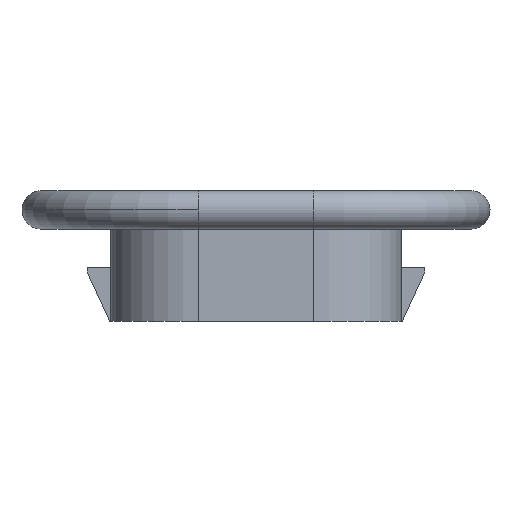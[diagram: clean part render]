
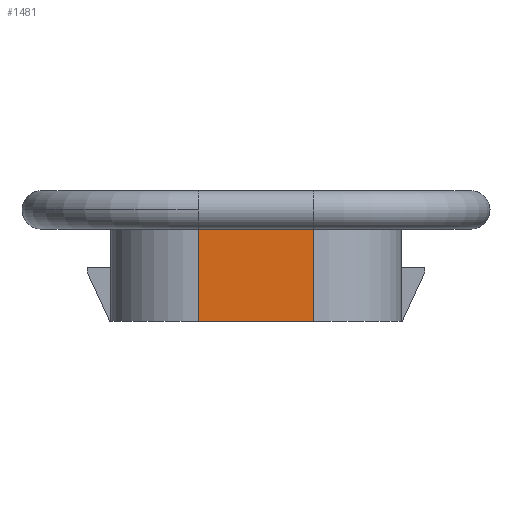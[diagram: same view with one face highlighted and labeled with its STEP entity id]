
A CAD part, left-side view. The second image highlights one B-rep face of the part: STEP entity #1481.
In plain terms, the highlighted planar face has unit normal (-1, 0, 0).
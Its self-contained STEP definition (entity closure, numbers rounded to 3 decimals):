
#17=DIRECTION('',(0.,-1.,0.));
#18=VECTOR('',#17,7.5);
#19=CARTESIAN_POINT('',(77.482,222.147,-8.5));
#20=LINE('',#19,#18);
#25=DIRECTION('',(0.,-1.,0.));
#26=VECTOR('',#25,7.5);
#27=CARTESIAN_POINT('',(77.482,222.147,-2.5));
#28=LINE('',#27,#26);
#360=DIRECTION('',(0.,0.,1.));
#361=VECTOR('',#360,6.);
#362=CARTESIAN_POINT('',(77.482,214.647,-8.5));
#363=LINE('',#362,#361);
#818=DIRECTION('',(0.,0.,1.));
#819=VECTOR('',#818,6.);
#820=CARTESIAN_POINT('',(77.482,222.147,-8.5));
#821=LINE('',#820,#819);
#1094=CARTESIAN_POINT('',(77.482,222.147,-2.5));
#1096=VERTEX_POINT('',#1094);
#1167=CARTESIAN_POINT('',(77.482,222.147,-8.5));
#1168=VERTEX_POINT('',#1167);
#1246=CARTESIAN_POINT('',(77.482,214.647,-2.5));
#1248=VERTEX_POINT('',#1246);
#1327=CARTESIAN_POINT('',(77.482,214.647,-8.5));
#1328=VERTEX_POINT('',#1327);
#1467=CARTESIAN_POINT('',(77.482,222.147,-8.5));
#1468=DIRECTION('',(1.,0.,0.));
#1469=DIRECTION('',(0.,0.,-1.));
#1470=AXIS2_PLACEMENT_3D('',#1467,#1468,#1469);
#1471=PLANE('',#1470);
#1473=ORIENTED_EDGE('',*,*,#1472,.T.);
#1475=ORIENTED_EDGE('',*,*,#1474,.F.);
#1476=ORIENTED_EDGE('',*,*,#1457,.F.);
#1478=ORIENTED_EDGE('',*,*,#1477,.T.);
#1479=EDGE_LOOP('',(#1473,#1475,#1476,#1478));
#1480=FACE_OUTER_BOUND('',#1479,.F.);
#1481=ADVANCED_FACE('',(#1480),#1471,.F.);
#1457=EDGE_CURVE('',#1168,#1328,#20,.T.);
#1472=EDGE_CURVE('',#1096,#1248,#28,.T.);
#1474=EDGE_CURVE('',#1328,#1248,#363,.T.);
#1477=EDGE_CURVE('',#1168,#1096,#821,.T.);
